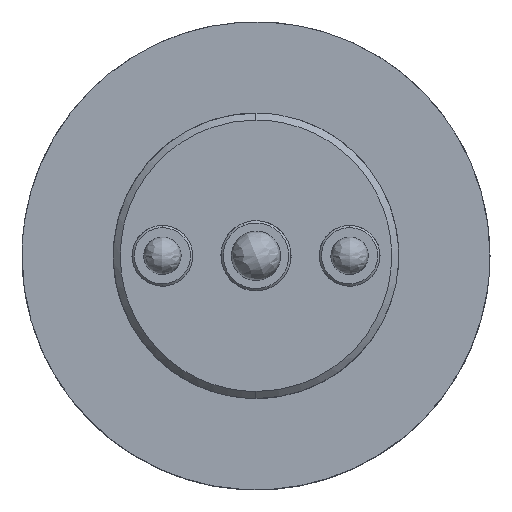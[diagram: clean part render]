
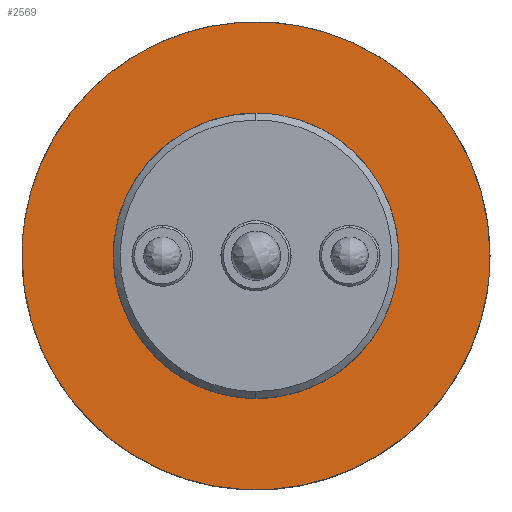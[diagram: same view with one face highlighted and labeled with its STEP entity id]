
A CAD part, top view. The second image highlights one B-rep face of the part: STEP entity #2569.
In plain terms, the highlighted free-form (B-spline) face has degree [1, 1] with [2, 2] control points.
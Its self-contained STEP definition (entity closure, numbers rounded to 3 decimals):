
#17 = CARTESIAN_POINT ( 'NONE',  ( -4.366, 2.525, 56. ) ) ;
#18 = CARTESIAN_POINT ( 'NONE',  ( 5., -0.005, 56. ) ) ;
#31 = FACE_BOUND ( 'NONE', #524, .T. ) ;
#38 = CARTESIAN_POINT ( 'NONE',  ( -1.312, -4.869, 56. ) ) ;
#88 = CARTESIAN_POINT ( 'NONE',  ( 2.971, -0.797, 56. ) ) ;
#99 = B_SPLINE_CURVE_WITH_KNOTS ( 'NONE', 3,
 ( #2812, #337, #1274, #1724, #2657, #2352, #253, #2642, #2795, #2880, #268, #1954, #2627, #598, #17, #2421, #582, #1508 ),
 .UNSPECIFIED., .F., .F.,
 ( 4, 2, 2, 2, 2, 2, 2, 2, 4 ),
 ( 6.282, 6.675, 7.068, 7.46, 7.853, 8.246, 8.638, 9.031, 9.424 ),
 .UNSPECIFIED. ) ;
#117 = CARTESIAN_POINT ( 'NONE',  ( 0.797, 2.971, 56. ) ) ;
#222 = VERTEX_POINT ( 'NONE', #1048 ) ;
#246 = CARTESIAN_POINT ( 'NONE',  ( 5.06, -5.06, 56. ) ) ;
#253 = CARTESIAN_POINT ( 'NONE',  ( 2.525, 4.366, 56. ) ) ;
#268 = CARTESIAN_POINT ( 'NONE',  ( -1.302, 4.872, 56. ) ) ;
#269 = CARTESIAN_POINT ( 'NONE',  ( 2.516, -4.371, 56. ) ) ;
#308 = CARTESIAN_POINT ( 'NONE',  ( 5.06, 5.06, 56. ) ) ;
#336 = ORIENTED_EDGE ( 'NONE', *, *, #1753, .T. ) ;
#337 = CARTESIAN_POINT ( 'NONE',  ( 5.001, 0.651, 56. ) ) ;
#346 = CARTESIAN_POINT ( 'NONE',  ( 0., 3.05, 56. ) ) ;
#392 = CARTESIAN_POINT ( 'NONE',  ( -1.537, -2.665, 56. ) ) ;
#477 = CARTESIAN_POINT ( 'NONE',  ( -4.371, -2.516, 56. ) ) ;
#524 = EDGE_LOOP ( 'NONE', ( #1262, #2367 ) ) ;
#565 = CARTESIAN_POINT ( 'NONE',  ( 0., 3.05, 56. ) ) ;
#582 = CARTESIAN_POINT ( 'NONE',  ( -4.999, 0.662, 56. ) ) ;
#595 = CARTESIAN_POINT ( 'NONE',  ( 2.44, -1.873, 56. ) ) ;
#598 = CARTESIAN_POINT ( 'NONE',  ( -3.997, 3.075, 56. ) ) ;
#603 = CARTESIAN_POINT ( 'NONE',  ( -1.873, 2.44, 56. ) ) ;
#617 = CARTESIAN_POINT ( 'NONE',  ( -1.873, -2.44, 56. ) ) ;
#757 = CARTESIAN_POINT ( 'NONE',  ( -2.525, -4.366, 56. ) ) ;
#800 = CARTESIAN_POINT ( 'NONE',  ( 3.067, -4.003, 56. ) ) ;
#810 = CARTESIAN_POINT ( 'NONE',  ( 0.401, 3.05, 56. ) ) ;
#831 = CARTESIAN_POINT ( 'NONE',  ( -2.665, -1.537, 56. ) ) ;
#855 = EDGE_CURVE ( 'NONE', #2314, #2590, #2097, .T. ) ;
#860 = CARTESIAN_POINT ( 'NONE',  ( -0.797, -2.971, 56. ) ) ;
#891 = CARTESIAN_POINT ( 'NONE',  ( -5.001, -0.651, 56. ) ) ;
#985 = CARTESIAN_POINT ( 'NONE',  ( 4.999, -0.662, 56. ) ) ;
#1001 = CARTESIAN_POINT ( 'NONE',  ( -0.662, -4.999, 56. ) ) ;
#1009 = CARTESIAN_POINT ( 'NONE',  ( 0., -3.05, 56. ) ) ;
#1042 = EDGE_LOOP ( 'NONE', ( #2539, #336 ) ) ;
#1044 = CARTESIAN_POINT ( 'NONE',  ( -0.797, 2.971, 56. ) ) ;
#1048 = CARTESIAN_POINT ( 'NONE',  ( 5., -0.005, 56. ) ) ;
#1090 = EDGE_CURVE ( 'NONE', #222, #1322, #99, .T. ) ;
#1262 = ORIENTED_EDGE ( 'NONE', *, *, #855, .T. ) ;
#1269 = B_SPLINE_CURVE_WITH_KNOTS ( 'NONE', 3,
 ( #2948, #891, #2719, #477, #1585, #2497, #757, #38, #1001, #2603, #2353, #269, #800, #2561, #1683, #2149, #985, #18 ),
 .UNSPECIFIED., .F., .F.,
 ( 4, 2, 2, 2, 2, 2, 2, 2, 4 ),
 ( 3.141, 3.533, 3.926, 4.319, 4.711, 5.104, 5.497, 5.889, 6.282 ),
 .UNSPECIFIED. ) ;
#1274 = CARTESIAN_POINT ( 'NONE',  ( 4.872, 1.302, 56. ) ) ;
#1280 = CARTESIAN_POINT ( 'NONE',  ( -2.665, 1.537, 56. ) ) ;
#1286 = CARTESIAN_POINT ( 'NONE',  ( 0.797, -2.971, 56. ) ) ;
#1322 = VERTEX_POINT ( 'NONE', #2637 ) ;
#1326 = CARTESIAN_POINT ( 'NONE',  ( -2.971, 0.797, 56. ) ) ;
#1413 = CARTESIAN_POINT ( 'NONE',  ( -5.06, -5.06, 56. ) ) ;
#1461 = CARTESIAN_POINT ( 'NONE',  ( 2.665, 1.537, 56. ) ) ;
#1508 = CARTESIAN_POINT ( 'NONE',  ( -5., 0.005, 56. ) ) ;
#1585 = CARTESIAN_POINT ( 'NONE',  ( -4.003, -3.067, 56. ) ) ;
#1683 = CARTESIAN_POINT ( 'NONE',  ( 4.366, -2.525, 56. ) ) ;
#1724 = CARTESIAN_POINT ( 'NONE',  ( 4.371, 2.516, 56. ) ) ;
#1736 = CARTESIAN_POINT ( 'NONE',  ( 3.05, 0.401, 56. ) ) ;
#1749 = CARTESIAN_POINT ( 'NONE',  ( 2.971, 0.797, 56. ) ) ;
#1753 = EDGE_CURVE ( 'NONE', #1322, #222, #1269, .T. ) ;
#1756 = CARTESIAN_POINT ( 'NONE',  ( 0., -3.05, 56. ) ) ;
#1785 = CARTESIAN_POINT ( 'NONE',  ( -2.44, -1.873, 56. ) ) ;
#1890 = FACE_OUTER_BOUND ( 'NONE', #1042, .T. ) ;
#1954 = CARTESIAN_POINT ( 'NONE',  ( -2.516, 4.371, 56. ) ) ;
#1960 = CARTESIAN_POINT ( 'NONE',  ( -0.401, 3.05, 56. ) ) ;
#1979 = CARTESIAN_POINT ( 'NONE',  ( 0.401, -3.05, 56. ) ) ;
#2021 = B_SPLINE_SURFACE_WITH_KNOTS ( 'NONE', 1, 1, ( 
 ( #1413, #2330 ),
 ( #246, #308 ) ),
 .UNSPECIFIED., .F., .F., .F.,
 ( 2, 2 ),
 ( 2, 2 ),
 ( 0., 1. ),
 ( 0., 1. ),
 .UNSPECIFIED. ) ;
#2097 = B_SPLINE_CURVE_WITH_KNOTS ( 'NONE', 3,
 ( #2886, #2902, #860, #392, #617, #1785, #831, #2210, #2457, #2425, #1326, #1280, #2661, #603, #2632, #1044, #1960, #346 ),
 .UNSPECIFIED., .F., .F.,
 ( 4, 2, 2, 2, 2, 2, 2, 2, 4 ),
 ( 0., 0.393, 0.785, 1.178, 1.571, 1.963, 2.356, 2.749, 3.142 ),
 .UNSPECIFIED. ) ;
#2144 = CARTESIAN_POINT ( 'NONE',  ( 0., 3.05, 56. ) ) ;
#2149 = CARTESIAN_POINT ( 'NONE',  ( 4.869, -1.312, 56. ) ) ;
#2172 = CARTESIAN_POINT ( 'NONE',  ( 1.537, 2.665, 56. ) ) ;
#2186 = CARTESIAN_POINT ( 'NONE',  ( 2.44, 1.873, 56. ) ) ;
#2210 = CARTESIAN_POINT ( 'NONE',  ( -2.971, -0.797, 56. ) ) ;
#2314 = VERTEX_POINT ( 'NONE', #1756 ) ;
#2330 = CARTESIAN_POINT ( 'NONE',  ( -5.06, 5.06, 56. ) ) ;
#2352 = CARTESIAN_POINT ( 'NONE',  ( 3.075, 3.997, 56. ) ) ;
#2353 = CARTESIAN_POINT ( 'NONE',  ( 1.302, -4.872, 56. ) ) ;
#2367 = ORIENTED_EDGE ( 'NONE', *, *, #2653, .T. ) ;
#2421 = CARTESIAN_POINT ( 'NONE',  ( -4.869, 1.312, 56. ) ) ;
#2425 = CARTESIAN_POINT ( 'NONE',  ( -3.05, 0.401, 56. ) ) ;
#2431 = CARTESIAN_POINT ( 'NONE',  ( 1.537, -2.665, 56. ) ) ;
#2457 = CARTESIAN_POINT ( 'NONE',  ( -3.05, -0.401, 56. ) ) ;
#2497 = CARTESIAN_POINT ( 'NONE',  ( -3.075, -3.997, 56. ) ) ;
#2539 = ORIENTED_EDGE ( 'NONE', *, *, #1090, .T. ) ;
#2561 = CARTESIAN_POINT ( 'NONE',  ( 3.997, -3.075, 56. ) ) ;
#2569 = ADVANCED_FACE ( 'NONE', ( #31, #1890 ), #2021, .T. ) ;
#2590 = VERTEX_POINT ( 'NONE', #565 ) ;
#2603 = CARTESIAN_POINT ( 'NONE',  ( 0.651, -5.001, 56. ) ) ;
#2623 = CARTESIAN_POINT ( 'NONE',  ( 1.873, 2.44, 56. ) ) ;
#2627 = CARTESIAN_POINT ( 'NONE',  ( -3.067, 4.003, 56. ) ) ;
#2632 = CARTESIAN_POINT ( 'NONE',  ( -1.537, 2.665, 56. ) ) ;
#2637 = CARTESIAN_POINT ( 'NONE',  ( -5., 0.005, 56. ) ) ;
#2639 = CARTESIAN_POINT ( 'NONE',  ( 3.05, -0.401, 56. ) ) ;
#2642 = CARTESIAN_POINT ( 'NONE',  ( 1.312, 4.869, 56. ) ) ;
#2652 = CARTESIAN_POINT ( 'NONE',  ( 2.665, -1.537, 56. ) ) ;
#2653 = EDGE_CURVE ( 'NONE', #2590, #2314, #2738, .T. ) ;
#2657 = CARTESIAN_POINT ( 'NONE',  ( 4.003, 3.067, 56. ) ) ;
#2661 = CARTESIAN_POINT ( 'NONE',  ( -2.44, 1.873, 56. ) ) ;
#2666 = CARTESIAN_POINT ( 'NONE',  ( 1.873, -2.44, 56. ) ) ;
#2719 = CARTESIAN_POINT ( 'NONE',  ( -4.872, -1.302, 56. ) ) ;
#2738 = B_SPLINE_CURVE_WITH_KNOTS ( 'NONE', 3,
 ( #2144, #810, #117, #2172, #2623, #2186, #1461, #1749, #1736, #2639, #88, #2652, #595, #2666, #2431, #1286, #1979, #1009 ),
 .UNSPECIFIED., .F., .F.,
 ( 4, 2, 2, 2, 2, 2, 2, 2, 4 ),
 ( 0., 0.393, 0.785, 1.178, 1.571, 1.963, 2.356, 2.749, 3.142 ),
 .UNSPECIFIED. ) ;
#2795 = CARTESIAN_POINT ( 'NONE',  ( 0.662, 4.999, 56. ) ) ;
#2812 = CARTESIAN_POINT ( 'NONE',  ( 5., -0.005, 56. ) ) ;
#2880 = CARTESIAN_POINT ( 'NONE',  ( -0.651, 5.001, 56. ) ) ;
#2886 = CARTESIAN_POINT ( 'NONE',  ( 0., -3.05, 56. ) ) ;
#2902 = CARTESIAN_POINT ( 'NONE',  ( -0.401, -3.05, 56. ) ) ;
#2948 = CARTESIAN_POINT ( 'NONE',  ( -5., 0.005, 56. ) ) ;
